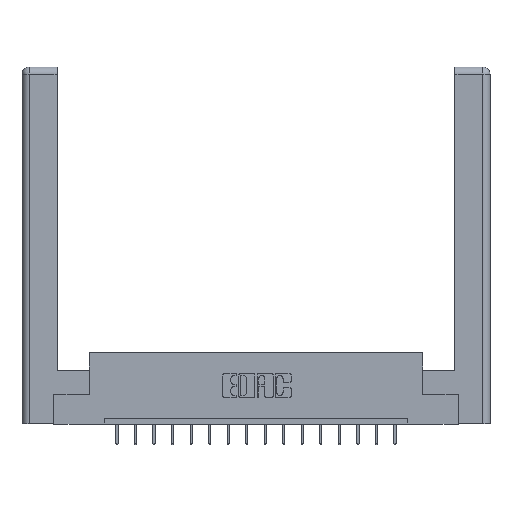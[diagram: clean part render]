
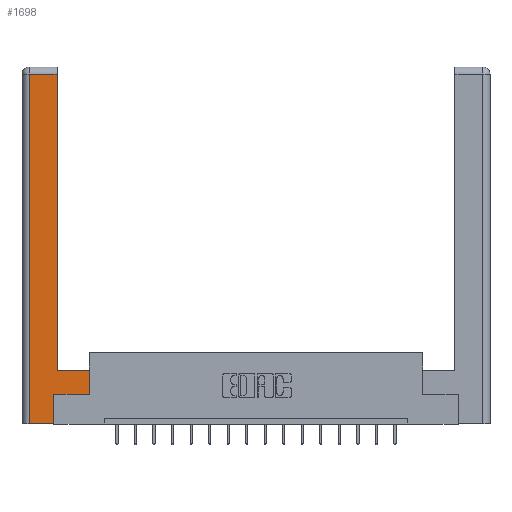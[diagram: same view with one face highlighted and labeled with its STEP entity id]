
A CAD part, top view. The second image highlights one B-rep face of the part: STEP entity #1698.
In plain terms, the highlighted planar face has unit normal (0, 0, 1).
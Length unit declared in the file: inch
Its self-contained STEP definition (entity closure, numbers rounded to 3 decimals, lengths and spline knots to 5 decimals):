
#20 = DIRECTION ( 'NONE',  ( 0., 1., 0. ) ) ;
#47 = DIRECTION ( 'NONE',  ( 0., 0., -1. ) ) ;
#63 = DIRECTION ( 'NONE',  ( 1., 0., 0. ) ) ;
#273 = EDGE_CURVE ( 'NONE', #2245, #6400, #11534, .T. ) ;
#295 = EDGE_CURVE ( 'NONE', #13100, #11154, #6546, .T. ) ;
#687 = EDGE_LOOP ( 'NONE', ( #2451, #3746, #10578, #2227, #12007, #16107, #16653, #4362 ) ) ;
#704 = EDGE_CURVE ( 'NONE', #11154, #5287, #17643, .T. ) ;
#889 = CARTESIAN_POINT ( 'NONE',  ( 0.295, 0.45, 0. ) ) ;
#1612 = CARTESIAN_POINT ( 'NONE',  ( 0.265, 0., 0. ) ) ;
#1698 = ADVANCED_FACE ( 'NONE', ( #16928 ), #8109, .F. ) ;
#2013 = VECTOR ( 'NONE', #14983, 39.37008 ) ;
#2227 = ORIENTED_EDGE ( 'NONE', *, *, #11187, .T. ) ;
#2245 = VERTEX_POINT ( 'NONE', #8072 ) ;
#2416 = CARTESIAN_POINT ( 'NONE',  ( 0.0615, 0., 0. ) ) ;
#2451 = ORIENTED_EDGE ( 'NONE', *, *, #3200, .T. ) ;
#2946 = CARTESIAN_POINT ( 'NONE',  ( 0.265, 0.245, 0. ) ) ;
#3175 = EDGE_CURVE ( 'NONE', #10348, #6093, #9902, .T. ) ;
#3200 = EDGE_CURVE ( 'NONE', #5287, #2245, #16675, .T. ) ;
#3244 = CARTESIAN_POINT ( 'NONE',  ( 0.0615, 2.94, 0. ) ) ;
#3673 = CARTESIAN_POINT ( 'NONE',  ( 0.565, 0.45, 0. ) ) ;
#3746 = ORIENTED_EDGE ( 'NONE', *, *, #273, .T. ) ;
#3779 = AXIS2_PLACEMENT_3D ( 'NONE', #13668, #47, #17871 ) ;
#4362 = ORIENTED_EDGE ( 'NONE', *, *, #704, .T. ) ;
#4820 = VECTOR ( 'NONE', #13129, 39.37008 ) ;
#5287 = VERTEX_POINT ( 'NONE', #14529 ) ;
#5958 = VECTOR ( 'NONE', #7832, 39.37008 ) ;
#6093 = VERTEX_POINT ( 'NONE', #17808 ) ;
#6400 = VERTEX_POINT ( 'NONE', #14525 ) ;
#6546 = LINE ( 'NONE', #3673, #2013 ) ;
#7049 = CARTESIAN_POINT ( 'NONE',  ( 0.295, 3., 0. ) ) ;
#7832 = DIRECTION ( 'NONE',  ( 1., 0., 0. ) ) ;
#8072 = CARTESIAN_POINT ( 'NONE',  ( 0.295, 2.94, 0. ) ) ;
#8086 = VERTEX_POINT ( 'NONE', #2416 ) ;
#8109 = PLANE ( 'NONE',  #3779 ) ;
#9269 = VECTOR ( 'NONE', #20, 39.37008 ) ;
#9473 = VECTOR ( 'NONE', #15426, 39.37008 ) ;
#9625 = EDGE_CURVE ( 'NONE', #6093, #13100, #17570, .T. ) ;
#9902 = LINE ( 'NONE', #2946, #9473 ) ;
#10348 = VERTEX_POINT ( 'NONE', #1612 ) ;
#10572 = CARTESIAN_POINT ( 'NONE',  ( 0.265, 0., 0. ) ) ;
#10578 = ORIENTED_EDGE ( 'NONE', *, *, #10709, .T. ) ;
#10652 = VECTOR ( 'NONE', #10721, 39.37008 ) ;
#10709 = EDGE_CURVE ( 'NONE', #6400, #8086, #17073, .T. ) ;
#10721 = DIRECTION ( 'NONE',  ( -1., 0., 0. ) ) ;
#11154 = VERTEX_POINT ( 'NONE', #14799 ) ;
#11187 = EDGE_CURVE ( 'NONE', #8086, #10348, #15127, .T. ) ;
#11534 = LINE ( 'NONE', #3244, #4820 ) ;
#12007 = ORIENTED_EDGE ( 'NONE', *, *, #3175, .T. ) ;
#12057 = VECTOR ( 'NONE', #16004, 39.37008 ) ;
#12876 = CARTESIAN_POINT ( 'NONE',  ( 0.565, 0.245, 0. ) ) ;
#13100 = VERTEX_POINT ( 'NONE', #12876 ) ;
#13129 = DIRECTION ( 'NONE',  ( -1., 0., 0. ) ) ;
#13668 = CARTESIAN_POINT ( 'NONE',  ( 0., 0., 0. ) ) ;
#14525 = CARTESIAN_POINT ( 'NONE',  ( 0.0615, 2.94, 0. ) ) ;
#14529 = CARTESIAN_POINT ( 'NONE',  ( 0.295, 0.45, 0. ) ) ;
#14799 = CARTESIAN_POINT ( 'NONE',  ( 0.565, 0.45, 0. ) ) ;
#14983 = DIRECTION ( 'NONE',  ( 0., 1., 0. ) ) ;
#15127 = LINE ( 'NONE', #10572, #5958 ) ;
#15426 = DIRECTION ( 'NONE',  ( 0., 1., 0. ) ) ;
#15832 = VECTOR ( 'NONE', #63, 39.37008 ) ;
#16004 = DIRECTION ( 'NONE',  ( 0., -1., 0. ) ) ;
#16107 = ORIENTED_EDGE ( 'NONE', *, *, #9625, .T. ) ;
#16372 = CARTESIAN_POINT ( 'NONE',  ( 0.565, 0.245, 0. ) ) ;
#16653 = ORIENTED_EDGE ( 'NONE', *, *, #295, .T. ) ;
#16675 = LINE ( 'NONE', #7049, #9269 ) ;
#16928 = FACE_OUTER_BOUND ( 'NONE', #687, .T. ) ;
#17073 = LINE ( 'NONE', #17313, #12057 ) ;
#17313 = CARTESIAN_POINT ( 'NONE',  ( 0.0615, 0., 0. ) ) ;
#17570 = LINE ( 'NONE', #16372, #15832 ) ;
#17643 = LINE ( 'NONE', #889, #10652 ) ;
#17808 = CARTESIAN_POINT ( 'NONE',  ( 0.265, 0.245, 0. ) ) ;
#17871 = DIRECTION ( 'NONE',  ( -1., 0., 0. ) ) ;
